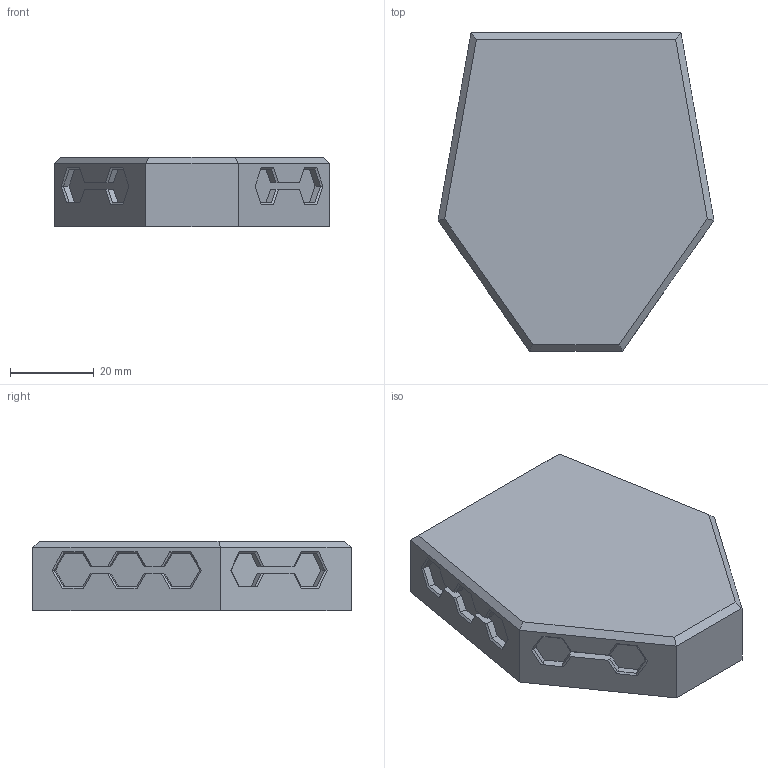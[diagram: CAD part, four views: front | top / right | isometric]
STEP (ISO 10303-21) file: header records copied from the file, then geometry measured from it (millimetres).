
FILE_DESCRIPTION(/* description */ ('','CAx-IF Rec.Pracs.---Representation and Presentation of Product Manufacturing Information (PMI)---4.0---2014-10-13'),/* implementation_level */ '2;1');
FILE_NAME(/* name */ 'wedge_10deg_50mm.step',/* time_stamp */ '2024-12-22T12:52:29-05:00',/* author */ (''),/* organization */ (''),/* preprocessor_version */ 'ST-DEVELOPER v20',/* originating_system */ 'Autodesk Translation Framework v13.20.0.188',/* authorisation */ '');
FILE_SCHEMA (('AP242_MANAGED_MODEL_BASED_3D_ENGINEERING_MIM_LF { 1 0 10303 442 1 1 4 }'));
Length unit declared in the file: millimetre
Products named in the file (1): wedge_10deg_50mm
Bounding box: 65.77 x 75.84 x 16.6 mm (x, y, z)
Volume: 64171.5 mm3; surface area: 12267.2 mm2
Topology: 1 solids, 1 shells, 149 faces, 377 edges, 234 vertices
Faces by surface type: plane 149
Entity records: 4348 total; most frequent: CARTESIAN_POINT 761, ORIENTED_EDGE 754, DIRECTION 677, LINE 377, VECTOR 377, EDGE_CURVE 377, VERTEX_POINT 234, EDGE_LOOP 153
